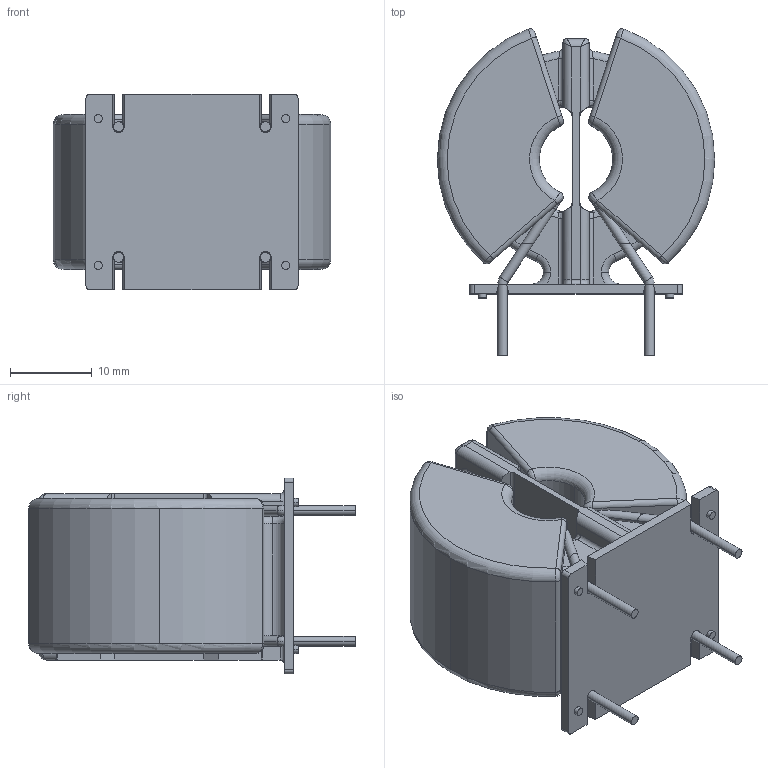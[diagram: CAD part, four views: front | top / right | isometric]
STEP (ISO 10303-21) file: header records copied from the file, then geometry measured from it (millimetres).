
FILE_DESCRIPTION (( 'STEP AP214' ), '1' );
FILE_NAME ('SC-10-30J.STEP', '2019-01-30T00:54:39', ( '' ), ( '' ), 'SwSTEP 2.0', 'SolidWorks 2018', '' );
FILE_SCHEMA (( 'AUTOMOTIVE_DESIGN' ));
Length unit declared in the file: millimetre
Products named in the file (1): SC-10-30J
Bounding box: 34 x 40 x 24 mm (x, y, z)
Volume: 14613.7 mm3; surface area: 7865.2 mm2
Topology: 1 solids, 1 shells, 377 faces, 1005 edges, 636 vertices
Faces by surface type: plane 165, cylinder 128, torus 38, bspline 34, cone 12
Entity records: 17186 total; most frequent: CARTESIAN_POINT 3861, ORIENTED_EDGE 2002, DIRECTION 1831, EDGE_CURVE 1001, AXIS2_PLACEMENT_3D 640, VERTEX_POINT 636, VECTOR 551, LINE 551
